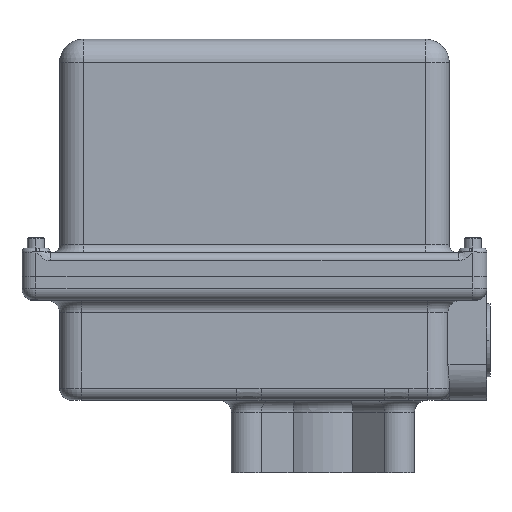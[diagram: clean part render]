
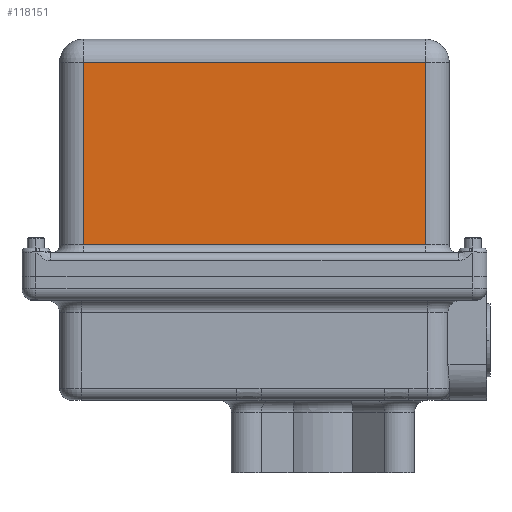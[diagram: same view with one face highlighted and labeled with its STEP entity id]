
A CAD part, top view. The second image highlights one B-rep face of the part: STEP entity #118151.
In plain terms, the highlighted face is planar.
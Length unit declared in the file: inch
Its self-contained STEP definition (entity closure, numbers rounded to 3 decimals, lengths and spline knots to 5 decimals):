
#2204 = ORIENTED_EDGE ( 'NONE', *, *, #59049, .T. ) ;
#3523 = VECTOR ( 'NONE', #164759, 39.37008 ) ;
#6015 = CARTESIAN_POINT ( 'NONE',  ( -1.84, 3.75, -1.781 ) ) ;
#6760 = VERTEX_POINT ( 'NONE', #86801 ) ;
#14621 = LINE ( 'NONE', #32966, #51255 ) ;
#19863 = ORIENTED_EDGE ( 'NONE', *, *, #156055, .T. ) ;
#19874 = DIRECTION ( 'NONE',  ( -1., 0., 0. ) ) ;
#20528 = ORIENTED_EDGE ( 'NONE', *, *, #118316, .T. ) ;
#22423 = AXIS2_PLACEMENT_3D ( 'NONE', #6015, #102371, #19874 ) ;
#23335 = VERTEX_POINT ( 'NONE', #69233 ) ;
#28036 = VERTEX_POINT ( 'NONE', #169504 ) ;
#32966 = CARTESIAN_POINT ( 'NONE',  ( -1.621, 0.5, -1.781 ) ) ;
#33159 = PLANE ( 'NONE',  #22423 ) ;
#48317 = CARTESIAN_POINT ( 'NONE',  ( 3.781, 0.5, -1.781 ) ) ;
#50499 = DIRECTION ( 'NONE',  ( 0., -1., 0. ) ) ;
#51119 = DIRECTION ( 'NONE',  ( 0., 1., 0. ) ) ;
#51161 = VECTOR ( 'NONE', #50499, 39.37008 ) ;
#51255 = VECTOR ( 'NONE', #143136, 39.37008 ) ;
#52138 = LINE ( 'NONE', #147482, #88705 ) ;
#59049 = EDGE_CURVE ( 'NONE', #105915, #23335, #14621, .T. ) ;
#63101 = CARTESIAN_POINT ( 'NONE',  ( 3.781, 3.75, -1.781 ) ) ;
#64197 = EDGE_CURVE ( 'NONE', #23335, #6760, #52138, .T. ) ;
#69233 = CARTESIAN_POINT ( 'NONE',  ( -1.621, 0.5, -1.781 ) ) ;
#77010 = FACE_OUTER_BOUND ( 'NONE', #96812, .T. ) ;
#82033 = CARTESIAN_POINT ( 'NONE',  ( -1.84, 3.375, -1.781 ) ) ;
#86801 = CARTESIAN_POINT ( 'NONE',  ( -1.621, 3.375, -1.781 ) ) ;
#88705 = VECTOR ( 'NONE', #51119, 39.37008 ) ;
#96812 = EDGE_LOOP ( 'NONE', ( #20528, #2204, #155608, #19863 ) ) ;
#102371 = DIRECTION ( 'NONE',  ( 0., 0., -1. ) ) ;
#105915 = VERTEX_POINT ( 'NONE', #48317 ) ;
#118151 = ADVANCED_FACE ( 'NONE', ( #77010 ), #33159, .T. ) ;
#118316 = EDGE_CURVE ( 'NONE', #28036, #105915, #161181, .T. ) ;
#143136 = DIRECTION ( 'NONE',  ( -1., 0., 0. ) ) ;
#145715 = LINE ( 'NONE', #82033, #3523 ) ;
#147482 = CARTESIAN_POINT ( 'NONE',  ( -1.621, 3.75, -1.781 ) ) ;
#155608 = ORIENTED_EDGE ( 'NONE', *, *, #64197, .T. ) ;
#156055 = EDGE_CURVE ( 'NONE', #6760, #28036, #145715, .T. ) ;
#161181 = LINE ( 'NONE', #63101, #51161 ) ;
#164759 = DIRECTION ( 'NONE',  ( 1., 0., 0. ) ) ;
#169504 = CARTESIAN_POINT ( 'NONE',  ( 3.781, 3.375, -1.781 ) ) ;
